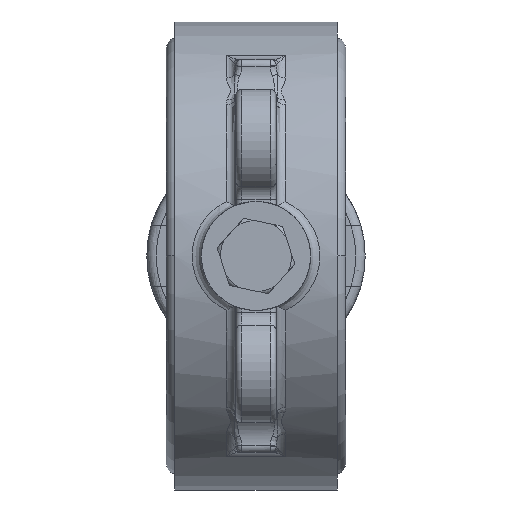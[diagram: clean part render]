
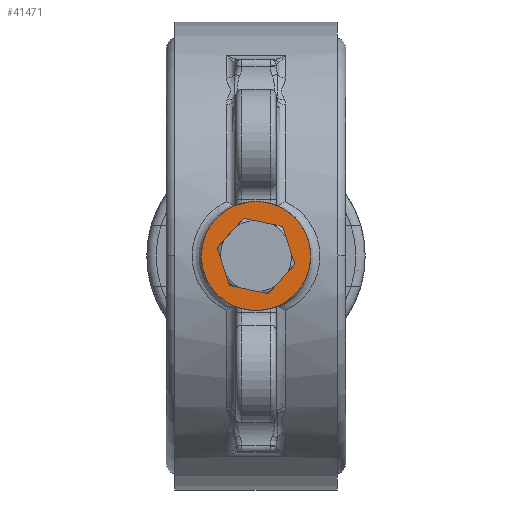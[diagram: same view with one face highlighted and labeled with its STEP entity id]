
A CAD part, front view. The second image highlights one B-rep face of the part: STEP entity #41471.
In plain terms, the highlighted planar face has unit normal (0, -1, 0).
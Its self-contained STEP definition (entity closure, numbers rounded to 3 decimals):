
#989 = VERTEX_POINT ( 'NONE', #34631 ) ;
#1035 = ORIENTED_EDGE ( 'NONE', *, *, #53954, .F. ) ;
#2270 = DIRECTION ( 'NONE',  ( 0., 1., 0. ) ) ;
#2862 = ORIENTED_EDGE ( 'NONE', *, *, #50065, .F. ) ;
#2866 = CARTESIAN_POINT ( 'NONE',  ( 0., -93.5, 0. ) ) ;
#2897 = CARTESIAN_POINT ( 'NONE',  ( 12.426, -93.5, -2.63 ) ) ;
#3358 = EDGE_LOOP ( 'NONE', ( #52272, #2862, #21046, #64339, #29734 ) ) ;
#4304 = CIRCLE ( 'NONE', #37940, 17.5 ) ;
#6421 = EDGE_CURVE ( 'NONE', #63271, #85629, #14570, .T. ) ;
#6680 = CARTESIAN_POINT ( 'NONE',  ( -3.935, -93.5, 12.077 ) ) ;
#6702 = LINE ( 'NONE', #54984, #79675 ) ;
#7760 = CARTESIAN_POINT ( 'NONE',  ( -13.351, -93.5, 0. ) ) ;
#8281 = CARTESIAN_POINT ( 'NONE',  ( 8.491, -93.5, 9.446 ) ) ;
#9140 = AXIS2_PLACEMENT_3D ( 'NONE', #43445, #2270, #22387 ) ;
#9150 = LINE ( 'NONE', #8281, #74823 ) ;
#10244 = CARTESIAN_POINT ( 'NONE',  ( 3.935, -93.5, -12.077 ) ) ;
#12380 = CIRCLE ( 'NONE', #36221, 17.5 ) ;
#13752 = DIRECTION ( 'NONE',  ( 0.978, 0., -0.207 ) ) ;
#14147 = CARTESIAN_POINT ( 'NONE',  ( 12.426, -93.5, -2.63 ) ) ;
#14570 = LINE ( 'NONE', #41847, #36881 ) ;
#15488 = LINE ( 'NONE', #55113, #81220 ) ;
#16491 = CARTESIAN_POINT ( 'NONE',  ( 3.935, -93.5, -12.077 ) ) ;
#17810 = VERTEX_POINT ( 'NONE', #48377 ) ;
#18040 = LINE ( 'NONE', #10244, #79484 ) ;
#19304 = DIRECTION ( 'NONE',  ( 0., 0., 1. ) ) ;
#19992 = CARTESIAN_POINT ( 'NONE',  ( 0., -93.5, 0. ) ) ;
#20456 = DIRECTION ( 'NONE',  ( 0., 1., 0. ) ) ;
#20514 = EDGE_CURVE ( 'NONE', #64637, #57359, #41015, .T. ) ;
#20899 = FACE_OUTER_BOUND ( 'NONE', #3358, .T. ) ;
#21046 = ORIENTED_EDGE ( 'NONE', *, *, #64917, .F. ) ;
#21229 = AXIS2_PLACEMENT_3D ( 'NONE', #39899, #54382, #81236 ) ;
#21394 = ORIENTED_EDGE ( 'NONE', *, *, #23287, .F. ) ;
#22211 = FACE_BOUND ( 'NONE', #23343, .T. ) ;
#22387 = DIRECTION ( 'NONE',  ( 0., 0., 1. ) ) ;
#22562 = CARTESIAN_POINT ( 'NONE',  ( 6.436, -93.5, 16.273 ) ) ;
#22874 = EDGE_CURVE ( 'NONE', #85629, #43187, #6702, .T. ) ;
#23287 = EDGE_CURVE ( 'NONE', #43187, #56032, #15488, .T. ) ;
#23343 = EDGE_LOOP ( 'NONE', ( #28522, #37029, #45095, #1035, #21394, #47493 ) ) ;
#27009 = EDGE_CURVE ( 'NONE', #57359, #63271, #9150, .T. ) ;
#27941 = DIRECTION ( 'NONE',  ( 0., 0., -1. ) ) ;
#28522 = ORIENTED_EDGE ( 'NONE', *, *, #6421, .F. ) ;
#29584 = DIRECTION ( 'NONE',  ( 0., 1., 0. ) ) ;
#29734 = ORIENTED_EDGE ( 'NONE', *, *, #63033, .F. ) ;
#34631 = CARTESIAN_POINT ( 'NONE',  ( -6.436, -93.5, -16.273 ) ) ;
#36221 = AXIS2_PLACEMENT_3D ( 'NONE', #2866, #29584, #56430 ) ;
#36881 = VECTOR ( 'NONE', #68250, 1000. ) ;
#37029 = ORIENTED_EDGE ( 'NONE', *, *, #27009, .F. ) ;
#37402 = AXIS2_PLACEMENT_3D ( 'NONE', #7760, #60902, #27941 ) ;
#37940 = AXIS2_PLACEMENT_3D ( 'NONE', #19992, #20456, #80705 ) ;
#39124 = DIRECTION ( 'NONE',  ( 0., 1., 0. ) ) ;
#39899 = CARTESIAN_POINT ( 'NONE',  ( 0., -93.5, 0. ) ) ;
#40624 = CARTESIAN_POINT ( 'NONE',  ( -6.436, -93.5, 16.273 ) ) ;
#41015 = LINE ( 'NONE', #14147, #63123 ) ;
#41471 = ADVANCED_FACE ( 'NONE', ( #22211, #20899 ), #81156, .T. ) ;
#41847 = CARTESIAN_POINT ( 'NONE',  ( -3.935, -93.5, 12.077 ) ) ;
#43187 = VERTEX_POINT ( 'NONE', #85574 ) ;
#43445 = CARTESIAN_POINT ( 'NONE',  ( 0., -93.5, 0. ) ) ;
#45095 = ORIENTED_EDGE ( 'NONE', *, *, #20514, .F. ) ;
#46971 = VERTEX_POINT ( 'NONE', #60915 ) ;
#47493 = ORIENTED_EDGE ( 'NONE', *, *, #22874, .F. ) ;
#48193 = CARTESIAN_POINT ( 'NONE',  ( -12.426, -93.5, 2.63 ) ) ;
#48377 = CARTESIAN_POINT ( 'NONE',  ( 6.436, -93.5, -16.273 ) ) ;
#48445 = DIRECTION ( 'NONE',  ( -0.31, 0., 0.951 ) ) ;
#50065 = EDGE_CURVE ( 'NONE', #46971, #58841, #80718, .T. ) ;
#52272 = ORIENTED_EDGE ( 'NONE', *, *, #60916, .F. ) ;
#53168 = CARTESIAN_POINT ( 'NONE',  ( 0., -93.5, 0. ) ) ;
#53954 = EDGE_CURVE ( 'NONE', #56032, #64637, #18040, .T. ) ;
#54382 = DIRECTION ( 'NONE',  ( 0., 1., 0. ) ) ;
#54984 = CARTESIAN_POINT ( 'NONE',  ( -12.426, -93.5, 2.63 ) ) ;
#55113 = CARTESIAN_POINT ( 'NONE',  ( -8.491, -93.5, -9.446 ) ) ;
#55272 = VERTEX_POINT ( 'NONE', #40624 ) ;
#55554 = EDGE_CURVE ( 'NONE', #989, #55272, #12380, .T. ) ;
#56032 = VERTEX_POINT ( 'NONE', #16491 ) ;
#56169 = DIRECTION ( 'NONE',  ( -0.978, 0., 0.207 ) ) ;
#56388 = CARTESIAN_POINT ( 'NONE',  ( 8.491, -93.5, 9.446 ) ) ;
#56430 = DIRECTION ( 'NONE',  ( 0., 0., 1. ) ) ;
#56650 = AXIS2_PLACEMENT_3D ( 'NONE', #53168, #39124, #19304 ) ;
#57359 = VERTEX_POINT ( 'NONE', #56388 ) ;
#57771 = CIRCLE ( 'NONE', #21229, 17.5 ) ;
#58841 = VERTEX_POINT ( 'NONE', #22562 ) ;
#60902 = DIRECTION ( 'NONE',  ( 0., -1., 0. ) ) ;
#60915 = CARTESIAN_POINT ( 'NONE',  ( 0., -93.5, 17.5 ) ) ;
#60916 = EDGE_CURVE ( 'NONE', #58841, #17810, #4304, .T. ) ;
#63033 = EDGE_CURVE ( 'NONE', #17810, #989, #57771, .T. ) ;
#63123 = VECTOR ( 'NONE', #48445, 1000. ) ;
#63271 = VERTEX_POINT ( 'NONE', #6680 ) ;
#64339 = ORIENTED_EDGE ( 'NONE', *, *, #55554, .F. ) ;
#64637 = VERTEX_POINT ( 'NONE', #2897 ) ;
#64673 = DIRECTION ( 'NONE',  ( 0.669, 0., 0.744 ) ) ;
#64917 = EDGE_CURVE ( 'NONE', #55272, #46971, #84717, .T. ) ;
#68250 = DIRECTION ( 'NONE',  ( -0.669, 0., -0.744 ) ) ;
#74823 = VECTOR ( 'NONE', #56169, 1000. ) ;
#75231 = DIRECTION ( 'NONE',  ( 0.31, 0., -0.951 ) ) ;
#79484 = VECTOR ( 'NONE', #64673, 1000. ) ;
#79675 = VECTOR ( 'NONE', #75231, 1000. ) ;
#80705 = DIRECTION ( 'NONE',  ( 0., 0., 1. ) ) ;
#80718 = CIRCLE ( 'NONE', #9140, 17.5 ) ;
#81156 = PLANE ( 'NONE',  #37402 ) ;
#81220 = VECTOR ( 'NONE', #13752, 1000. ) ;
#81236 = DIRECTION ( 'NONE',  ( 0., 0., 1. ) ) ;
#84717 = CIRCLE ( 'NONE', #56650, 17.5 ) ;
#85574 = CARTESIAN_POINT ( 'NONE',  ( -8.491, -93.5, -9.446 ) ) ;
#85629 = VERTEX_POINT ( 'NONE', #48193 ) ;
